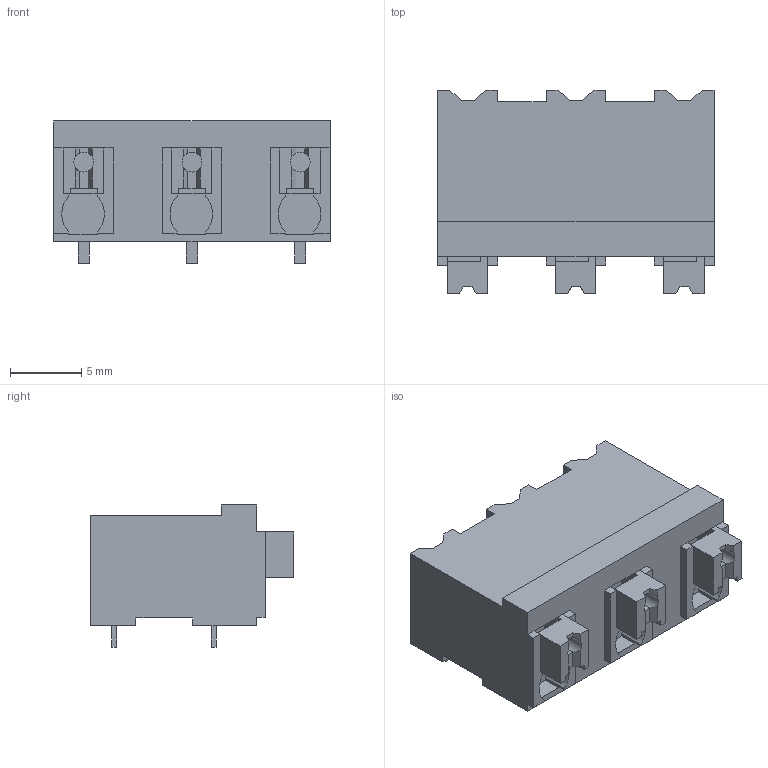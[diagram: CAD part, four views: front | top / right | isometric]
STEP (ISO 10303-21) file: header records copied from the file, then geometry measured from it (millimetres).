
FILE_DESCRIPTION(('CATIA V5 STEP Exchange','CAx-IF Rec.Pracs.--- Model Styling and Organization---1.2---2011-12-15'),'2;1');
FILE_NAME ('D1457788_0_1869270000_1869270000.stp','2018-03-15T10:22:11+00:00',('none'),('Weidmueller'),'CATIA Version 5-6 Release 2014','CATIA V5 STEP AP214','none');
FILE_SCHEMA(('AUTOMOTIVE_DESIGN { 1 0 10303 214 1 1 1 1 }'));
Length unit declared in the file: millimetre
Products named in the file (1): 1869270000
Bounding box: 19.46 x 14.3 x 10 mm (x, y, z)
Volume: 1643.8 mm3; surface area: 1423.3 mm2
Topology: 10 solids, 10 shells, 272 faces, 746 edges, 493 vertices
Faces by surface type: plane 248, cylinder 24
Entity records: 7956 total; most frequent: CARTESIAN_POINT 1499, ORIENTED_EDGE 1492, DIRECTION 1042, EDGE_CURVE 746, VECTOR 680, LINE 680, VERTEX_POINT 493, EDGE_LOOP 277
